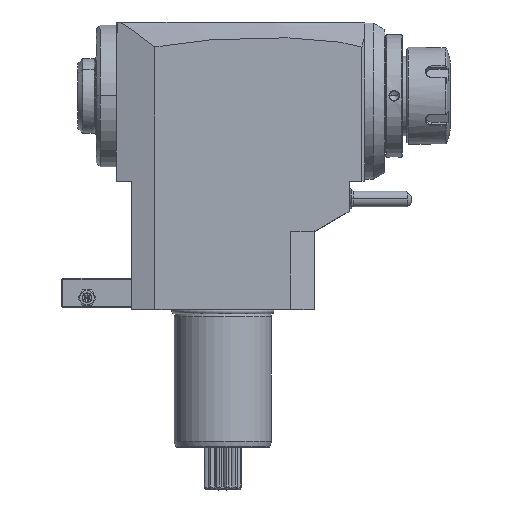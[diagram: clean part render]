
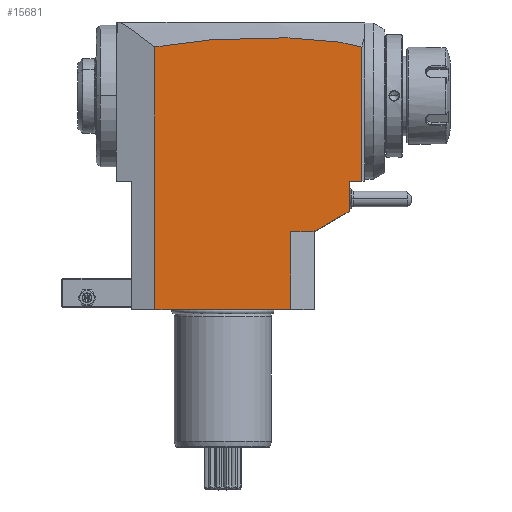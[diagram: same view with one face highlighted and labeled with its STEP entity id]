
A CAD part, top view. The second image highlights one B-rep face of the part: STEP entity #15681.
In plain terms, the highlighted planar face has unit normal (0, 0, 1).
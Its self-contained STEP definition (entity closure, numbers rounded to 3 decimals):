
#9=DIRECTION('',(-1.,0.,0.));
#10=VECTOR('',#9,70.);
#11=CARTESIAN_POINT('',(35.,0.,44.));
#12=LINE('',#11,#10);
#4053=DIRECTION('',(1.,0.,0.));
#4054=VECTOR('',#4053,11.);
#4055=CARTESIAN_POINT('',(35.,40.,44.));
#4056=LINE('',#4055,#4054);
#4069=DIRECTION('',(0.,1.,0.));
#4070=VECTOR('',#4069,40.);
#4071=CARTESIAN_POINT('',(35.,0.,44.));
#4072=LINE('',#4071,#4070);
#4101=DIRECTION('',(0.,-1.,0.));
#4102=VECTOR('',#4101,15.608);
#4103=CARTESIAN_POINT('',(65.,66.,44.));
#4104=LINE('',#4103,#4102);
#4105=DIRECTION('',(-0.866,-0.5,0.));
#4106=VECTOR('',#4105,20.785);
#4107=CARTESIAN_POINT('',(65.,50.392,44.));
#4108=LINE('',#4107,#4106);
#4109=DIRECTION('',(0.,1.,0.));
#4110=VECTOR('',#4109,0.577);
#4111=CARTESIAN_POINT('',(47.,40.,44.));
#4112=LINE('',#4111,#4110);
#4113=DIRECTION('',(0.866,0.5,0.));
#4114=VECTOR('',#4113,1.155);
#4115=CARTESIAN_POINT('',(46.,40.,44.));
#4116=LINE('',#4115,#4114);
#4117=DIRECTION('',(0.,1.,0.));
#4118=VECTOR('',#4117,135.17);
#4119=CARTESIAN_POINT('',(-35.,0.,44.));
#4120=LINE('',#4119,#4118);
#4121=CARTESIAN_POINT('',(71.5,135.054,44.));
#4122=CARTESIAN_POINT('',(71.149,135.177,44.));
#4123=CARTESIAN_POINT('',(70.42,135.419,44.));
#4124=CARTESIAN_POINT('',(69.239,135.77,44.));
#4125=CARTESIAN_POINT('',(68.002,136.101,44.));
#4126=CARTESIAN_POINT('',(66.733,136.41,44.));
#4127=CARTESIAN_POINT('',(65.454,136.695,44.));
#4128=CARTESIAN_POINT('',(64.102,136.971,44.));
#4129=CARTESIAN_POINT('',(62.62,137.249,44.));
#4130=CARTESIAN_POINT('',(60.946,137.536,44.));
#4131=CARTESIAN_POINT('',(59.032,137.833,44.));
#4132=CARTESIAN_POINT('',(56.868,138.133,44.));
#4133=CARTESIAN_POINT('',(54.443,138.432,44.));
#4134=CARTESIAN_POINT('',(51.724,138.725,44.));
#4135=CARTESIAN_POINT('',(48.654,139.01,44.));
#4136=CARTESIAN_POINT('',(45.177,139.28,44.));
#4137=CARTESIAN_POINT('',(41.21,139.528,44.));
#4138=CARTESIAN_POINT('',(36.699,139.741,44.));
#4139=CARTESIAN_POINT('',(31.737,139.897,44.));
#4140=CARTESIAN_POINT('',(26.437,139.981,44.));
#4141=CARTESIAN_POINT('',(20.992,139.986,44.));
#4142=CARTESIAN_POINT('',(15.474,139.911,44.));
#4143=CARTESIAN_POINT('',(9.929,139.756,44.));
#4144=CARTESIAN_POINT('',(4.34,139.521,44.));
#4145=CARTESIAN_POINT('',(-1.295,139.202,44.));
#4146=CARTESIAN_POINT('',(-6.663,138.816,44.));
#4147=CARTESIAN_POINT('',(-11.419,138.406,44.));
#4148=CARTESIAN_POINT('',(-15.694,137.979,44.));
#4149=CARTESIAN_POINT('',(-19.681,137.528,44.));
#4150=CARTESIAN_POINT('',(-23.576,137.032,44.));
#4151=CARTESIAN_POINT('',(-27.424,136.481,44.));
#4152=CARTESIAN_POINT('',(-31.228,135.869,44.));
#4153=CARTESIAN_POINT('',(-33.747,135.413,44.));
#4154=CARTESIAN_POINT('',(-35.,135.17,44.));
#4156=DIRECTION('',(0.,-1.,0.));
#4157=VECTOR('',#4156,69.054);
#4158=CARTESIAN_POINT('',(71.5,135.054,44.));
#4159=LINE('',#4158,#4157);
#4160=DIRECTION('',(1.,0.,0.));
#4161=VECTOR('',#4160,6.5);
#4162=CARTESIAN_POINT('',(65.,66.,44.));
#4163=LINE('',#4162,#4161);
#11010=VERTEX_POINT('',#4121);
#11011=VERTEX_POINT('',#4154);
#11023=CARTESIAN_POINT('',(71.5,66.,44.));
#11024=VERTEX_POINT('',#11023);
#11043=CARTESIAN_POINT('',(35.,40.,44.));
#11044=CARTESIAN_POINT('',(46.,40.,44.));
#11045=VERTEX_POINT('',#11043);
#11046=VERTEX_POINT('',#11044);
#11388=CARTESIAN_POINT('',(35.,0.,44.));
#11389=CARTESIAN_POINT('',(-35.,0.,44.));
#11390=VERTEX_POINT('',#11388);
#11391=VERTEX_POINT('',#11389);
#11402=CARTESIAN_POINT('',(65.,50.392,44.));
#11403=CARTESIAN_POINT('',(47.,40.,44.));
#11404=VERTEX_POINT('',#11402);
#11405=VERTEX_POINT('',#11403);
#11566=CARTESIAN_POINT('',(47.,40.577,44.));
#11568=VERTEX_POINT('',#11566);
#11628=CARTESIAN_POINT('',(65.,66.,44.));
#11629=VERTEX_POINT('',#11628);
#15659=CARTESIAN_POINT('',(-53.475,40.,44.));
#15660=DIRECTION('',(0.,0.,1.));
#15661=DIRECTION('',(1.,0.,0.));
#15662=AXIS2_PLACEMENT_3D('',#15659,#15660,#15661);
#15663=PLANE('',#15662);
#15665=ORIENTED_EDGE('',*,*,#15664,.F.);
#15667=ORIENTED_EDGE('',*,*,#15666,.T.);
#15668=ORIENTED_EDGE('',*,*,#15579,.T.);
#15670=ORIENTED_EDGE('',*,*,#15669,.T.);
#15672=ORIENTED_EDGE('',*,*,#15671,.F.);
#15673=ORIENTED_EDGE('',*,*,#15599,.F.);
#15674=ORIENTED_EDGE('',*,*,#15616,.F.);
#15675=ORIENTED_EDGE('',*,*,#11647,.T.);
#15676=ORIENTED_EDGE('',*,*,#11801,.T.);
#15677=ORIENTED_EDGE('',*,*,#12259,.F.);
#15678=ORIENTED_EDGE('',*,*,#12276,.T.);
#15679=EDGE_LOOP('',(#15665,#15667,#15668,#15670,#15672,#15673,#15674,#15675,
#15676,#15677,#15678));
#15680=FACE_OUTER_BOUND('',#15679,.F.);
#4155=B_SPLINE_CURVE_WITH_KNOTS('',3,(#4121,#4122,#4123,#4124,#4125,#4126,#4127,
#4128,#4129,#4130,#4131,#4132,#4133,#4134,#4135,#4136,#4137,#4138,#4139,#4140,
#4141,#4142,#4143,#4144,#4145,#4146,#4147,#4148,#4149,#4150,#4151,#4152,#4153,
#4154),.UNSPECIFIED.,.F.,.F.,(4,1,1,1,1,1,1,1,1,1,1,1,1,1,1,1,1,1,1,1,1,1,1,1,1,
1,1,1,1,1,1,4),(0.,0.032,0.065,0.097,
0.129,0.161,0.194,0.226,
0.258,0.29,0.323,0.355,
0.387,0.419,0.452,0.484,
0.516,0.548,0.581,0.613,
0.645,0.677,0.71,0.742,
0.774,0.806,0.839,0.871,
0.903,0.935,0.968,1.),.UNSPECIFIED.);
#11647=EDGE_CURVE('',#11390,#11391,#12,.T.);
#11801=EDGE_CURVE('',#11391,#11011,#4120,.T.);
#12259=EDGE_CURVE('',#11010,#11011,#4155,.T.);
#12276=EDGE_CURVE('',#11010,#11024,#4159,.T.);
#15579=EDGE_CURVE('',#11404,#11405,#4108,.T.);
#15599=EDGE_CURVE('',#11045,#11046,#4056,.T.);
#15616=EDGE_CURVE('',#11390,#11045,#4072,.T.);
#15664=EDGE_CURVE('',#11629,#11024,#4163,.T.);
#15666=EDGE_CURVE('',#11629,#11404,#4104,.T.);
#15669=EDGE_CURVE('',#11405,#11568,#4112,.T.);
#15671=EDGE_CURVE('',#11046,#11568,#4116,.T.);
#15681=ADVANCED_FACE('',(#15680),#15663,.T.);
